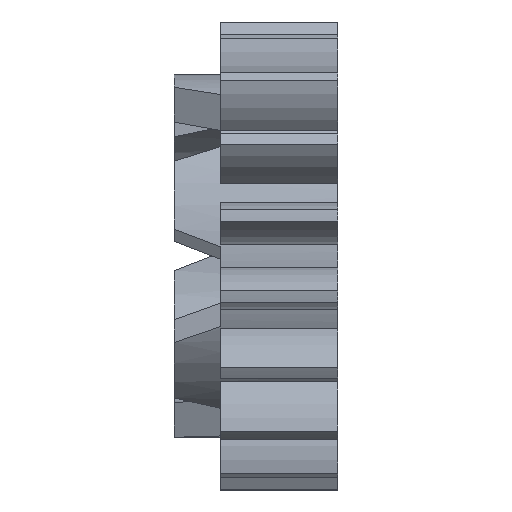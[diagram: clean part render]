
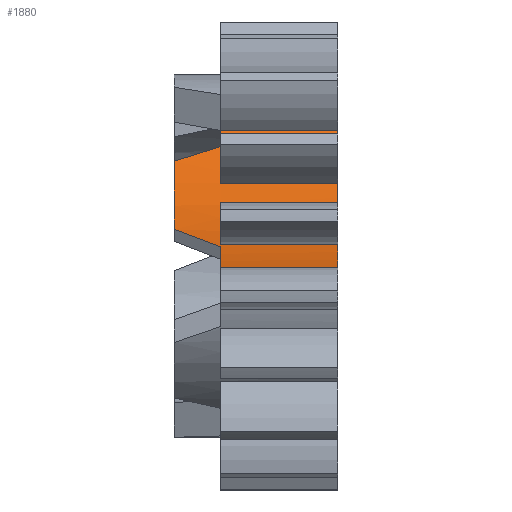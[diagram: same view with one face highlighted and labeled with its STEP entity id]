
A CAD part, front view. The second image highlights one B-rep face of the part: STEP entity #1880.
In plain terms, the highlighted cylindrical face has radius 15.499 mm (diameter 30.998 mm), a partial arc.
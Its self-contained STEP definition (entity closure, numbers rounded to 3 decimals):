
#9 = DIRECTION ( 'NONE',  ( 0., 0., 1. ) ) ;
#49 = CARTESIAN_POINT ( 'NONE',  ( -1.316, -15.454, 1.286 ) ) ;
#58 = EDGE_CURVE ( 'NONE', #2921, #3321, #981, .T. ) ;
#77 = VECTOR ( 'NONE', #2959, 1000. ) ;
#138 = EDGE_CURVE ( 'NONE', #3321, #3202, #2149, .T. ) ;
#210 = ORIENTED_EDGE ( 'NONE', *, *, #467, .T. ) ;
#280 = CARTESIAN_POINT ( 'NONE',  ( 0., 0., 0. ) ) ;
#282 = VERTEX_POINT ( 'NONE', #2162 ) ;
#292 = CARTESIAN_POINT ( 'NONE',  ( -4., -13.21, 8.107 ) ) ;
#394 = CARTESIAN_POINT ( 'NONE',  ( 10., -11.2, 10.714 ) ) ;
#403 = CARTESIAN_POINT ( 'NONE',  ( 10., 0., 0. ) ) ;
#436 = EDGE_CURVE ( 'NONE', #1384, #923, #1643, .T. ) ;
#442 = EDGE_CURVE ( 'NONE', #3495, #1066, #948, .T. ) ;
#467 = EDGE_CURVE ( 'NONE', #771, #3495, #2063, .T. ) ;
#504 = VECTOR ( 'NONE', #2084, 1000. ) ;
#519 = DIRECTION ( 'NONE',  ( -1., 0., 0. ) ) ;
#524 = CARTESIAN_POINT ( 'NONE',  ( 0., -15.466, 1.008 ) ) ;
#532 = CARTESIAN_POINT ( 'NONE',  ( -4., 0., 0. ) ) ;
#539 = AXIS2_PLACEMENT_3D ( 'NONE', #1314, #1656, #2799 ) ;
#550 = ORIENTED_EDGE ( 'NONE', *, *, #436, .T. ) ;
#587 = EDGE_CURVE ( 'NONE', #3202, #282, #1404, .T. ) ;
#599 = VECTOR ( 'NONE', #2106, 1000. ) ;
#600 = VECTOR ( 'NONE', #2420, 1000. ) ;
#631 = DIRECTION ( 'NONE',  ( -1., 0., 0. ) ) ;
#635 = DIRECTION ( 'NONE',  ( 0., 0.866, -0.5 ) ) ;
#668 = DIRECTION ( 'NONE',  ( 0., 0., 1. ) ) ;
#680 = DIRECTION ( 'NONE',  ( -1., 0., 0. ) ) ;
#697 = DIRECTION ( 'NONE',  ( 0., 0.643, 0.766 ) ) ;
#708 = EDGE_CURVE ( 'NONE', #2921, #716, #1247, .T. ) ;
#711 = ORIENTED_EDGE ( 'NONE', *, *, #587, .F. ) ;
#713 = EDGE_CURVE ( 'NONE', #868, #2763, #2942, .T. ) ;
#716 = VERTEX_POINT ( 'NONE', #2622 ) ;
#771 = VERTEX_POINT ( 'NONE', #955 ) ;
#847 = AXIS2_PLACEMENT_3D ( 'NONE', #1970, #1764, #2628 ) ;
#868 = VERTEX_POINT ( 'NONE', #3019 ) ;
#923 = VERTEX_POINT ( 'NONE', #394 ) ;
#948 = LINE ( 'NONE', #2705, #504 ) ;
#955 = CARTESIAN_POINT ( 'NONE',  ( 10., -14.878, 4.343 ) ) ;
#962 = ORIENTED_EDGE ( 'NONE', *, *, #1658, .F. ) ;
#981 = CIRCLE ( 'NONE', #2772, 15.499 ) ;
#987 = AXIS2_PLACEMENT_3D ( 'NONE', #1040, #3045, #1021 ) ;
#1021 = DIRECTION ( 'NONE',  ( 0., 0.643, 0.766 ) ) ;
#1030 = ORIENTED_EDGE ( 'NONE', *, *, #1937, .T. ) ;
#1039 = VECTOR ( 'NONE', #2181, 1000. ) ;
#1040 = CARTESIAN_POINT ( 'NONE',  ( 0., 0., 0. ) ) ;
#1063 = FACE_OUTER_BOUND ( 'NONE', #3258, .T. ) ;
#1066 = VERTEX_POINT ( 'NONE', #1978 ) ;
#1110 = AXIS2_PLACEMENT_3D ( 'NONE', #403, #3204, #2383 ) ;
#1120 = CARTESIAN_POINT ( 'NONE',  ( 10., -11.2, 10.714 ) ) ;
#1180 = ORIENTED_EDGE ( 'NONE', *, *, #58, .F. ) ;
#1241 = LINE ( 'NONE', #1535, #600 ) ;
#1247 =( BOUNDED_CURVE ( )  B_SPLINE_CURVE ( 3, ( #2928, #1491, #49, #2858 ),
 .UNSPECIFIED., .F., .T. ) 
 B_SPLINE_CURVE_WITH_KNOTS ( ( 4, 4 ),
 ( 1.772, 1.869 ),
 .UNSPECIFIED. ) 
 CURVE ( )  GEOMETRIC_REPRESENTATION_ITEM ( )  RATIONAL_B_SPLINE_CURVE ( ( 1., 0.999, 0.999, 1. ) ) 
 REPRESENTATION_ITEM ( '' )  );
#1314 = CARTESIAN_POINT ( 'NONE',  ( 10., 0., 0. ) ) ;
#1384 = VERTEX_POINT ( 'NONE', #1940 ) ;
#1386 = EDGE_CURVE ( 'NONE', #1384, #2745, #3334, .T. ) ;
#1404 = CIRCLE ( 'NONE', #987, 15.499 ) ;
#1406 = DIRECTION ( 'NONE',  ( -1., 0., 0. ) ) ;
#1432 = CARTESIAN_POINT ( 'NONE',  ( -2.651, -12.948, 8.534 ) ) ;
#1482 = EDGE_CURVE ( 'NONE', #923, #282, #3677, .T. ) ;
#1491 = CARTESIAN_POINT ( 'NONE',  ( -2.651, -15.404, 1.785 ) ) ;
#1535 = CARTESIAN_POINT ( 'NONE',  ( 10., -15.466, 1.008 ) ) ;
#1541 = LINE ( 'NONE', #3543, #77 ) ;
#1554 = ORIENTED_EDGE ( 'NONE', *, *, #713, .T. ) ;
#1571 = VECTOR ( 'NONE', #2484, 1000. ) ;
#1619 = CIRCLE ( 'NONE', #847, 15.499 ) ;
#1630 = ORIENTED_EDGE ( 'NONE', *, *, #138, .F. ) ;
#1643 = CIRCLE ( 'NONE', #3071, 15.499 ) ;
#1656 = DIRECTION ( 'NONE',  ( -1., 0., 0. ) ) ;
#1657 = ORIENTED_EDGE ( 'NONE', *, *, #1386, .F. ) ;
#1658 = EDGE_CURVE ( 'NONE', #868, #2329, #1541, .T. ) ;
#1694 = CARTESIAN_POINT ( 'NONE',  ( 10., -12.496, 9.169 ) ) ;
#1706 = EDGE_CURVE ( 'NONE', #771, #3481, #2138, .T. ) ;
#1764 = DIRECTION ( 'NONE',  ( -1., 0., 0. ) ) ;
#1795 = CARTESIAN_POINT ( 'NONE',  ( 0., 0., 0. ) ) ;
#1827 = CARTESIAN_POINT ( 'NONE',  ( 0., -12.363, 9.348 ) ) ;
#1874 = AXIS2_PLACEMENT_3D ( 'NONE', #2374, #631, #668 ) ;
#1877 = CYLINDRICAL_SURFACE ( 'NONE', #539, 15.499 ) ;
#1880 = ADVANCED_FACE ( 'NONE', ( #1063 ), #1877, .T. ) ;
#1887 = ORIENTED_EDGE ( 'NONE', *, *, #3244, .T. ) ;
#1937 = EDGE_CURVE ( 'NONE', #1066, #2745, #1619, .T. ) ;
#1940 = CARTESIAN_POINT ( 'NONE',  ( 10., -12.496, 9.169 ) ) ;
#1970 = CARTESIAN_POINT ( 'NONE',  ( 0., 0., 0. ) ) ;
#1973 = ORIENTED_EDGE ( 'NONE', *, *, #708, .T. ) ;
#1978 = CARTESIAN_POINT ( 'NONE',  ( 0., -14.189, 6.237 ) ) ;
#1986 = ORIENTED_EDGE ( 'NONE', *, *, #1706, .F. ) ;
#2019 = CARTESIAN_POINT ( 'NONE',  ( -1.316, -12.665, 8.948 ) ) ;
#2063 = CIRCLE ( 'NONE', #1110, 15.499 ) ;
#2084 = DIRECTION ( 'NONE',  ( -1., 0., 0. ) ) ;
#2086 = CARTESIAN_POINT ( 'NONE',  ( 10., -14.878, 4.343 ) ) ;
#2106 = DIRECTION ( 'NONE',  ( -1., 0., 0. ) ) ;
#2118 = CARTESIAN_POINT ( 'NONE',  ( 0., -12.363, 9.348 ) ) ;
#2138 = LINE ( 'NONE', #2086, #599 ) ;
#2149 =( BOUNDED_CURVE ( )  B_SPLINE_CURVE ( 3, ( #292, #1432, #2019, #1827 ),
 .UNSPECIFIED., .F., .F. ) 
 B_SPLINE_CURVE_WITH_KNOTS ( ( 4, 4 ),
 ( 1.772, 1.869 ),
 .UNSPECIFIED. ) 
 CURVE ( )  GEOMETRIC_REPRESENTATION_ITEM ( )  RATIONAL_B_SPLINE_CURVE ( ( 1., 0.999, 0.999, 1. ) ) 
 REPRESENTATION_ITEM ( '' )  );
#2162 = CARTESIAN_POINT ( 'NONE',  ( 0., -11.2, 10.714 ) ) ;
#2181 = DIRECTION ( 'NONE',  ( -1., 0., 0. ) ) ;
#2184 = ORIENTED_EDGE ( 'NONE', *, *, #3198, .T. ) ;
#2211 = CARTESIAN_POINT ( 'NONE',  ( -4., -15.33, 2.281 ) ) ;
#2260 = CARTESIAN_POINT ( 'NONE',  ( 10., -15.466, 1.008 ) ) ;
#2329 = VERTEX_POINT ( 'NONE', #3683 ) ;
#2344 = CIRCLE ( 'NONE', #2648, 15.499 ) ;
#2346 = EDGE_CURVE ( 'NONE', #2329, #716, #2344, .T. ) ;
#2361 = DIRECTION ( 'NONE',  ( -1., 0., 0. ) ) ;
#2374 = CARTESIAN_POINT ( 'NONE',  ( 10., 0., 0. ) ) ;
#2383 = DIRECTION ( 'NONE',  ( 0., 0.342, 0.94 ) ) ;
#2420 = DIRECTION ( 'NONE',  ( -1., 0., 0. ) ) ;
#2424 = CARTESIAN_POINT ( 'NONE',  ( 10., 0., 0. ) ) ;
#2462 = CIRCLE ( 'NONE', #2931, 15.499 ) ;
#2484 = DIRECTION ( 'NONE',  ( -1., 0., 0. ) ) ;
#2622 = CARTESIAN_POINT ( 'NONE',  ( 0., -15.479, 0.786 ) ) ;
#2628 = DIRECTION ( 'NONE',  ( 0., 0.866, -0.5 ) ) ;
#2648 = AXIS2_PLACEMENT_3D ( 'NONE', #280, #519, #9 ) ;
#2705 = CARTESIAN_POINT ( 'NONE',  ( 10., -14.189, 6.237 ) ) ;
#2745 = VERTEX_POINT ( 'NONE', #3644 ) ;
#2763 = VERTEX_POINT ( 'NONE', #2260 ) ;
#2772 = AXIS2_PLACEMENT_3D ( 'NONE', #532, #1406, #3118 ) ;
#2799 = DIRECTION ( 'NONE',  ( 0., 0., 1. ) ) ;
#2858 = CARTESIAN_POINT ( 'NONE',  ( 0., -15.479, 0.786 ) ) ;
#2901 = VERTEX_POINT ( 'NONE', #524 ) ;
#2921 = VERTEX_POINT ( 'NONE', #2211 ) ;
#2928 = CARTESIAN_POINT ( 'NONE',  ( -4., -15.33, 2.281 ) ) ;
#2931 = AXIS2_PLACEMENT_3D ( 'NONE', #1795, #2361, #635 ) ;
#2942 = CIRCLE ( 'NONE', #1874, 15.499 ) ;
#2959 = DIRECTION ( 'NONE',  ( -1., 0., 0. ) ) ;
#2972 = ORIENTED_EDGE ( 'NONE', *, *, #2346, .F. ) ;
#3019 = CARTESIAN_POINT ( 'NONE',  ( 10., -15.466, -1.008 ) ) ;
#3045 = DIRECTION ( 'NONE',  ( -1., 0., 0. ) ) ;
#3067 = CARTESIAN_POINT ( 'NONE',  ( -4., -13.21, 8.107 ) ) ;
#3071 = AXIS2_PLACEMENT_3D ( 'NONE', #2424, #680, #697 ) ;
#3103 = CARTESIAN_POINT ( 'NONE',  ( 10., -14.189, 6.237 ) ) ;
#3118 = DIRECTION ( 'NONE',  ( 0., 0.866, -0.5 ) ) ;
#3198 = EDGE_CURVE ( 'NONE', #2901, #3481, #2462, .T. ) ;
#3202 = VERTEX_POINT ( 'NONE', #2118 ) ;
#3204 = DIRECTION ( 'NONE',  ( -1., 0., 0. ) ) ;
#3222 = ORIENTED_EDGE ( 'NONE', *, *, #1482, .T. ) ;
#3244 = EDGE_CURVE ( 'NONE', #2763, #2901, #1241, .T. ) ;
#3258 = EDGE_LOOP ( 'NONE', ( #711, #1630, #1180, #1973, #2972, #962, #1554, #1887, #2184, #1986, #210, #3530, #1030, #1657, #550, #3222 ) ) ;
#3321 = VERTEX_POINT ( 'NONE', #3067 ) ;
#3334 = LINE ( 'NONE', #1694, #1039 ) ;
#3481 = VERTEX_POINT ( 'NONE', #3669 ) ;
#3495 = VERTEX_POINT ( 'NONE', #3103 ) ;
#3530 = ORIENTED_EDGE ( 'NONE', *, *, #442, .T. ) ;
#3543 = CARTESIAN_POINT ( 'NONE',  ( 10., -15.466, -1.008 ) ) ;
#3644 = CARTESIAN_POINT ( 'NONE',  ( 0., -12.496, 9.169 ) ) ;
#3669 = CARTESIAN_POINT ( 'NONE',  ( 0., -14.878, 4.343 ) ) ;
#3677 = LINE ( 'NONE', #1120, #1571 ) ;
#3683 = CARTESIAN_POINT ( 'NONE',  ( 0., -15.466, -1.008 ) ) ;
